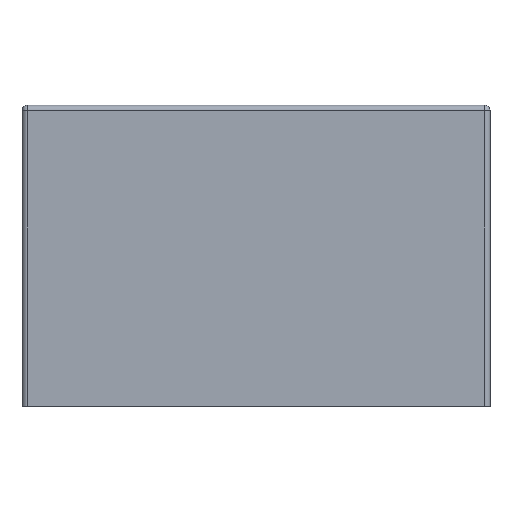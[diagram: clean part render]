
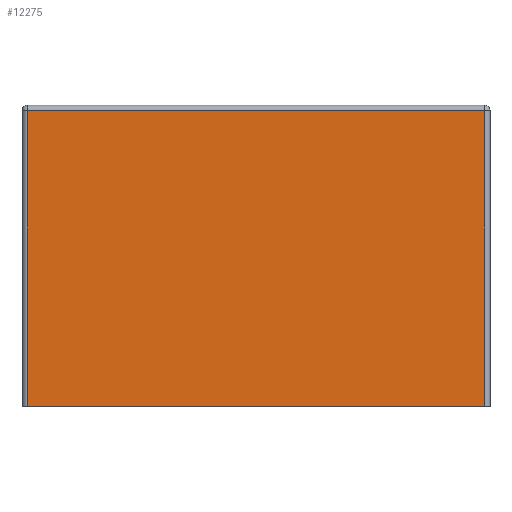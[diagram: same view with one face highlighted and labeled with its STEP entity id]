
A CAD part, top view. The second image highlights one B-rep face of the part: STEP entity #12275.
In plain terms, the highlighted planar face has unit normal (0, 0, 1).
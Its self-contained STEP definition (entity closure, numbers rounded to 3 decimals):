
#1500 = PLANE('',#1501);
#1501 = AXIS2_PLACEMENT_3D('',#1502,#1503,#1504);
#1502 = CARTESIAN_POINT('',(-5.,-5.,0.));
#1503 = DIRECTION('',(0.,1.,0.));
#1504 = DIRECTION('',(0.,0.,1.));
#5582 = CYLINDRICAL_SURFACE('',#5583,2.);
#5583 = AXIS2_PLACEMENT_3D('',#5584,#5585,#5586);
#5584 = CARTESIAN_POINT('',(-5.,-5.,62.7));
#5585 = DIRECTION('',(0.,1.,0.));
#5586 = DIRECTION('',(0.,0.,-1.));
#6418 = CYLINDRICAL_SURFACE('',#6419,2.);
#6419 = AXIS2_PLACEMENT_3D('',#6420,#6421,#6422);
#6420 = CARTESIAN_POINT('',(-5.,105.,62.7));
#6421 = DIRECTION('',(1.,0.,0.));
#6422 = DIRECTION('',(0.,0.,-1.));
#8268 = VERTEX_POINT('',#8269);
#8269 = CARTESIAN_POINT('',(-5.,-5.,64.7));
#8291 = EDGE_CURVE('',#8268,#8292,#8294,.T.);
#8292 = VERTEX_POINT('',#8293);
#8293 = CARTESIAN_POINT('',(165.,-5.,64.7));
#8294 = SURFACE_CURVE('',#8295,(#8299,#8306),.PCURVE_S1.);
#8295 = LINE('',#8296,#8297);
#8296 = CARTESIAN_POINT('',(-5.,-5.,64.7));
#8297 = VECTOR('',#8298,1.);
#8298 = DIRECTION('',(1.,0.,0.));
#8299 = PCURVE('',#1500,#8300);
#8300 = DEFINITIONAL_REPRESENTATION('',(#8301),#8305);
#8301 = LINE('',#8302,#8303);
#8302 = CARTESIAN_POINT('',(64.7,0.));
#8303 = VECTOR('',#8304,1.);
#8304 = DIRECTION('',(0.,1.));
#8305 = ( GEOMETRIC_REPRESENTATION_CONTEXT(2) 
PARAMETRIC_REPRESENTATION_CONTEXT() REPRESENTATION_CONTEXT('2D SPACE',''
  ) );
#8306 = PCURVE('',#8307,#8312);
#8307 = PLANE('',#8308);
#8308 = AXIS2_PLACEMENT_3D('',#8309,#8310,#8311);
#8309 = CARTESIAN_POINT('',(-5.,-5.,64.7));
#8310 = DIRECTION('',(0.,0.,1.));
#8311 = DIRECTION('',(1.,0.,0.));
#8312 = DEFINITIONAL_REPRESENTATION('',(#8313),#8317);
#8313 = LINE('',#8314,#8315);
#8314 = CARTESIAN_POINT('',(0.,0.));
#8315 = VECTOR('',#8316,1.);
#8316 = DIRECTION('',(1.,0.));
#8317 = ( GEOMETRIC_REPRESENTATION_CONTEXT(2) 
PARAMETRIC_REPRESENTATION_CONTEXT() REPRESENTATION_CONTEXT('2D SPACE',''
  ) );
#8340 = CYLINDRICAL_SURFACE('',#8341,2.);
#8341 = AXIS2_PLACEMENT_3D('',#8342,#8343,#8344);
#8342 = CARTESIAN_POINT('',(165.,-5.,62.7));
#8343 = DIRECTION('',(0.,1.,0.));
#8344 = DIRECTION('',(0.,0.,-1.));
#11850 = EDGE_CURVE('',#8268,#11851,#11853,.T.);
#11851 = VERTEX_POINT('',#11852);
#11852 = CARTESIAN_POINT('',(-5.,105.,64.7));
#11853 = SURFACE_CURVE('',#11854,(#11858,#11865),.PCURVE_S1.);
#11854 = LINE('',#11855,#11856);
#11855 = CARTESIAN_POINT('',(-5.,-5.,64.7));
#11856 = VECTOR('',#11857,1.);
#11857 = DIRECTION('',(0.,1.,0.));
#11858 = PCURVE('',#5582,#11859);
#11859 = DEFINITIONAL_REPRESENTATION('',(#11860),#11864);
#11860 = LINE('',#11861,#11862);
#11861 = CARTESIAN_POINT('',(3.142,0.));
#11862 = VECTOR('',#11863,1.);
#11863 = DIRECTION('',(0.,1.));
#11864 = ( GEOMETRIC_REPRESENTATION_CONTEXT(2) 
PARAMETRIC_REPRESENTATION_CONTEXT() REPRESENTATION_CONTEXT('2D SPACE',''
  ) );
#11865 = PCURVE('',#8307,#11866);
#11866 = DEFINITIONAL_REPRESENTATION('',(#11867),#11871);
#11867 = LINE('',#11868,#11869);
#11868 = CARTESIAN_POINT('',(0.,0.));
#11869 = VECTOR('',#11870,1.);
#11870 = DIRECTION('',(0.,1.));
#11871 = ( GEOMETRIC_REPRESENTATION_CONTEXT(2) 
PARAMETRIC_REPRESENTATION_CONTEXT() REPRESENTATION_CONTEXT('2D SPACE',''
  ) );
#11949 = EDGE_CURVE('',#11851,#11950,#11952,.T.);
#11950 = VERTEX_POINT('',#11951);
#11951 = CARTESIAN_POINT('',(165.,105.,64.7));
#11952 = SURFACE_CURVE('',#11953,(#11957,#11964),.PCURVE_S1.);
#11953 = LINE('',#11954,#11955);
#11954 = CARTESIAN_POINT('',(-5.,105.,64.7));
#11955 = VECTOR('',#11956,1.);
#11956 = DIRECTION('',(1.,0.,0.));
#11957 = PCURVE('',#6418,#11958);
#11958 = DEFINITIONAL_REPRESENTATION('',(#11959),#11963);
#11959 = LINE('',#11960,#11961);
#11960 = CARTESIAN_POINT('',(3.142,0.));
#11961 = VECTOR('',#11962,1.);
#11962 = DIRECTION('',(0.,1.));
#11963 = ( GEOMETRIC_REPRESENTATION_CONTEXT(2) 
PARAMETRIC_REPRESENTATION_CONTEXT() REPRESENTATION_CONTEXT('2D SPACE',''
  ) );
#11964 = PCURVE('',#8307,#11965);
#11965 = DEFINITIONAL_REPRESENTATION('',(#11966),#11970);
#11966 = LINE('',#11967,#11968);
#11967 = CARTESIAN_POINT('',(0.,110.));
#11968 = VECTOR('',#11969,1.);
#11969 = DIRECTION('',(1.,0.));
#11970 = ( GEOMETRIC_REPRESENTATION_CONTEXT(2) 
PARAMETRIC_REPRESENTATION_CONTEXT() REPRESENTATION_CONTEXT('2D SPACE',''
  ) );
#12216 = EDGE_CURVE('',#8292,#11950,#12217,.T.);
#12217 = SURFACE_CURVE('',#12218,(#12222,#12229),.PCURVE_S1.);
#12218 = LINE('',#12219,#12220);
#12219 = CARTESIAN_POINT('',(165.,-5.,64.7));
#12220 = VECTOR('',#12221,1.);
#12221 = DIRECTION('',(0.,1.,0.));
#12222 = PCURVE('',#8340,#12223);
#12223 = DEFINITIONAL_REPRESENTATION('',(#12224),#12228);
#12224 = LINE('',#12225,#12226);
#12225 = CARTESIAN_POINT('',(-3.142,0.));
#12226 = VECTOR('',#12227,1.);
#12227 = DIRECTION('',(-0.,1.));
#12228 = ( GEOMETRIC_REPRESENTATION_CONTEXT(2) 
PARAMETRIC_REPRESENTATION_CONTEXT() REPRESENTATION_CONTEXT('2D SPACE',''
  ) );
#12229 = PCURVE('',#8307,#12230);
#12230 = DEFINITIONAL_REPRESENTATION('',(#12231),#12235);
#12231 = LINE('',#12232,#12233);
#12232 = CARTESIAN_POINT('',(170.,0.));
#12233 = VECTOR('',#12234,1.);
#12234 = DIRECTION('',(0.,1.));
#12235 = ( GEOMETRIC_REPRESENTATION_CONTEXT(2) 
PARAMETRIC_REPRESENTATION_CONTEXT() REPRESENTATION_CONTEXT('2D SPACE',''
  ) );
#12275 = ADVANCED_FACE('',(#12276),#8307,.T.);
#12276 = FACE_BOUND('',#12277,.T.);
#12277 = EDGE_LOOP('',(#12278,#12279,#12280,#12281));
#12278 = ORIENTED_EDGE('',*,*,#11850,.F.);
#12279 = ORIENTED_EDGE('',*,*,#8291,.T.);
#12280 = ORIENTED_EDGE('',*,*,#12216,.T.);
#12281 = ORIENTED_EDGE('',*,*,#11949,.F.);
